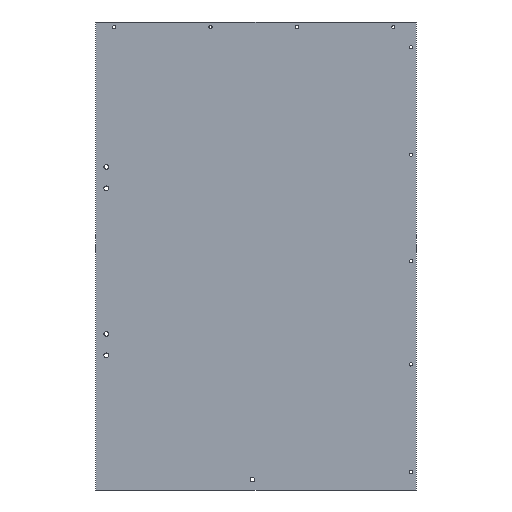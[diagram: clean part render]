
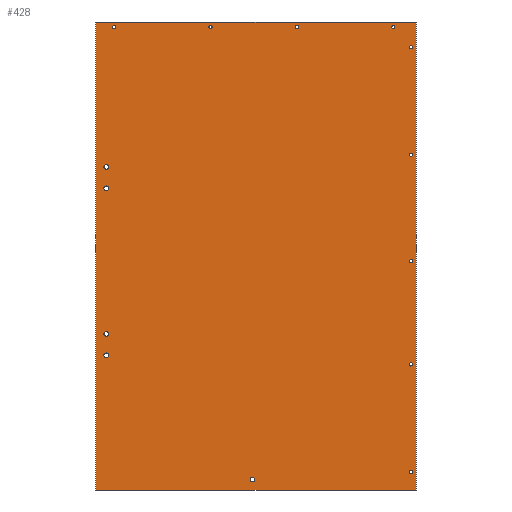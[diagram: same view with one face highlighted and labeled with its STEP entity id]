
A CAD part, front view. The second image highlights one B-rep face of the part: STEP entity #428.
In plain terms, the highlighted planar face has unit normal (0, -1, 0).
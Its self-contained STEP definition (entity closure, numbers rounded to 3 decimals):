
#29=FACE_BOUND('',#103,.T.);
#30=FACE_BOUND('',#104,.T.);
#31=FACE_BOUND('',#105,.T.);
#32=FACE_BOUND('',#106,.T.);
#33=FACE_BOUND('',#107,.T.);
#34=FACE_BOUND('',#108,.T.);
#35=FACE_BOUND('',#109,.T.);
#36=FACE_BOUND('',#110,.T.);
#37=FACE_BOUND('',#111,.T.);
#38=FACE_BOUND('',#112,.T.);
#39=FACE_BOUND('',#113,.T.);
#40=FACE_BOUND('',#114,.T.);
#41=FACE_BOUND('',#115,.T.);
#42=FACE_BOUND('',#116,.T.);
#48=PLANE('',#488);
#68=FACE_OUTER_BOUND('',#102,.T.);
#102=EDGE_LOOP('',(#377,#378,#379,#380));
#103=EDGE_LOOP('',(#381));
#104=EDGE_LOOP('',(#382));
#105=EDGE_LOOP('',(#383));
#106=EDGE_LOOP('',(#384));
#107=EDGE_LOOP('',(#385));
#108=EDGE_LOOP('',(#386));
#109=EDGE_LOOP('',(#387));
#110=EDGE_LOOP('',(#388));
#111=EDGE_LOOP('',(#389));
#112=EDGE_LOOP('',(#390));
#113=EDGE_LOOP('',(#391));
#114=EDGE_LOOP('',(#392));
#115=EDGE_LOOP('',(#393));
#116=EDGE_LOOP('',(#394));
#131=LINE('',#701,#157);
#135=LINE('',#709,#161);
#138=LINE('',#715,#164);
#141=LINE('',#720,#167);
#157=VECTOR('',#591,10.);
#161=VECTOR('',#597,10.);
#164=VECTOR('',#602,10.);
#167=VECTOR('',#607,10.);
#169=CIRCLE('',#442,2.3);
#171=CIRCLE('',#445,2.3);
#173=CIRCLE('',#448,2.3);
#175=CIRCLE('',#451,2.3);
#177=CIRCLE('',#454,2.3);
#179=CIRCLE('',#457,1.6);
#181=CIRCLE('',#460,1.6);
#183=CIRCLE('',#463,1.6);
#185=CIRCLE('',#466,1.6);
#187=CIRCLE('',#469,1.6);
#189=CIRCLE('',#472,1.6);
#191=CIRCLE('',#475,1.6);
#193=CIRCLE('',#478,1.6);
#195=CIRCLE('',#481,1.6);
#197=VERTEX_POINT('',#615);
#199=VERTEX_POINT('',#621);
#201=VERTEX_POINT('',#627);
#203=VERTEX_POINT('',#633);
#205=VERTEX_POINT('',#639);
#207=VERTEX_POINT('',#645);
#209=VERTEX_POINT('',#651);
#211=VERTEX_POINT('',#657);
#213=VERTEX_POINT('',#663);
#215=VERTEX_POINT('',#669);
#217=VERTEX_POINT('',#675);
#219=VERTEX_POINT('',#681);
#221=VERTEX_POINT('',#687);
#223=VERTEX_POINT('',#693);
#225=VERTEX_POINT('',#699);
#226=VERTEX_POINT('',#700);
#229=VERTEX_POINT('',#708);
#231=VERTEX_POINT('',#714);
#233=EDGE_CURVE('',#197,#197,#169,.T.);
#236=EDGE_CURVE('',#199,#199,#171,.T.);
#239=EDGE_CURVE('',#201,#201,#173,.T.);
#242=EDGE_CURVE('',#203,#203,#175,.T.);
#245=EDGE_CURVE('',#205,#205,#177,.T.);
#248=EDGE_CURVE('',#207,#207,#179,.T.);
#251=EDGE_CURVE('',#209,#209,#181,.T.);
#254=EDGE_CURVE('',#211,#211,#183,.T.);
#257=EDGE_CURVE('',#213,#213,#185,.T.);
#260=EDGE_CURVE('',#215,#215,#187,.T.);
#263=EDGE_CURVE('',#217,#217,#189,.T.);
#266=EDGE_CURVE('',#219,#219,#191,.T.);
#269=EDGE_CURVE('',#221,#221,#193,.T.);
#272=EDGE_CURVE('',#223,#223,#195,.T.);
#275=EDGE_CURVE('',#225,#226,#131,.T.);
#279=EDGE_CURVE('',#229,#225,#135,.T.);
#282=EDGE_CURVE('',#231,#229,#138,.T.);
#285=EDGE_CURVE('',#226,#231,#141,.T.);
#377=ORIENTED_EDGE('',*,*,#285,.F.);
#378=ORIENTED_EDGE('',*,*,#275,.F.);
#379=ORIENTED_EDGE('',*,*,#279,.F.);
#380=ORIENTED_EDGE('',*,*,#282,.F.);
#381=ORIENTED_EDGE('',*,*,#233,.T.);
#382=ORIENTED_EDGE('',*,*,#236,.T.);
#383=ORIENTED_EDGE('',*,*,#239,.T.);
#384=ORIENTED_EDGE('',*,*,#242,.T.);
#385=ORIENTED_EDGE('',*,*,#245,.T.);
#386=ORIENTED_EDGE('',*,*,#248,.T.);
#387=ORIENTED_EDGE('',*,*,#251,.T.);
#388=ORIENTED_EDGE('',*,*,#254,.T.);
#389=ORIENTED_EDGE('',*,*,#257,.T.);
#390=ORIENTED_EDGE('',*,*,#260,.T.);
#391=ORIENTED_EDGE('',*,*,#263,.T.);
#392=ORIENTED_EDGE('',*,*,#266,.T.);
#393=ORIENTED_EDGE('',*,*,#269,.T.);
#394=ORIENTED_EDGE('',*,*,#272,.T.);
#428=ADVANCED_FACE('',(#68,#29,#30,#31,#32,#33,#34,#35,#36,#37,#38,#39,
#40,#41,#42),#48,.F.);
#442=AXIS2_PLACEMENT_3D('',#616,#493,#494);
#445=AXIS2_PLACEMENT_3D('',#622,#500,#501);
#448=AXIS2_PLACEMENT_3D('',#628,#507,#508);
#451=AXIS2_PLACEMENT_3D('',#634,#514,#515);
#454=AXIS2_PLACEMENT_3D('',#640,#521,#522);
#457=AXIS2_PLACEMENT_3D('',#646,#528,#529);
#460=AXIS2_PLACEMENT_3D('',#652,#535,#536);
#463=AXIS2_PLACEMENT_3D('',#658,#542,#543);
#466=AXIS2_PLACEMENT_3D('',#664,#549,#550);
#469=AXIS2_PLACEMENT_3D('',#670,#556,#557);
#472=AXIS2_PLACEMENT_3D('',#676,#563,#564);
#475=AXIS2_PLACEMENT_3D('',#682,#570,#571);
#478=AXIS2_PLACEMENT_3D('',#688,#577,#578);
#481=AXIS2_PLACEMENT_3D('',#694,#584,#585);
#488=AXIS2_PLACEMENT_3D('',#723,#611,#612);
#493=DIRECTION('center_axis',(0.,1.,0.));
#494=DIRECTION('ref_axis',(1.,0.,0.));
#500=DIRECTION('center_axis',(0.,1.,0.));
#501=DIRECTION('ref_axis',(1.,0.,0.));
#507=DIRECTION('center_axis',(0.,1.,0.));
#508=DIRECTION('ref_axis',(1.,0.,0.));
#514=DIRECTION('center_axis',(0.,1.,0.));
#515=DIRECTION('ref_axis',(1.,0.,0.));
#521=DIRECTION('center_axis',(0.,1.,0.));
#522=DIRECTION('ref_axis',(1.,0.,0.));
#528=DIRECTION('center_axis',(0.,1.,0.));
#529=DIRECTION('ref_axis',(-1.,0.,0.));
#535=DIRECTION('center_axis',(0.,1.,0.));
#536=DIRECTION('ref_axis',(-1.,0.,0.));
#542=DIRECTION('center_axis',(0.,1.,0.));
#543=DIRECTION('ref_axis',(-1.,0.,0.));
#549=DIRECTION('center_axis',(0.,1.,0.));
#550=DIRECTION('ref_axis',(-1.,0.,0.));
#556=DIRECTION('center_axis',(0.,1.,0.));
#557=DIRECTION('ref_axis',(-1.,0.,0.));
#563=DIRECTION('center_axis',(0.,1.,0.));
#564=DIRECTION('ref_axis',(-1.,0.,0.));
#570=DIRECTION('center_axis',(0.,1.,0.));
#571=DIRECTION('ref_axis',(-1.,0.,0.));
#577=DIRECTION('center_axis',(0.,1.,0.));
#578=DIRECTION('ref_axis',(-1.,0.,0.));
#584=DIRECTION('center_axis',(0.,1.,0.));
#585=DIRECTION('ref_axis',(-1.,0.,0.));
#591=DIRECTION('',(1.,0.,0.));
#597=DIRECTION('',(0.,0.,1.));
#602=DIRECTION('',(-1.,0.,0.));
#607=DIRECTION('',(0.,0.,-1.));
#611=DIRECTION('center_axis',(0.,1.,0.));
#612=DIRECTION('ref_axis',(-1.,0.,0.));
#615=CARTESIAN_POINT('',(-375.35,311.75,132.967));
#616=CARTESIAN_POINT('Origin',(-373.05,311.75,132.967));
#621=CARTESIAN_POINT('',(-375.35,311.75,297.833));
#622=CARTESIAN_POINT('Origin',(-373.05,311.75,297.833));
#627=CARTESIAN_POINT('',(-375.35,311.75,154.167));
#628=CARTESIAN_POINT('Origin',(-373.05,311.75,154.167));
#633=CARTESIAN_POINT('',(-375.35,311.75,319.033));
#634=CARTESIAN_POINT('Origin',(-373.05,311.75,319.033));
#639=CARTESIAN_POINT('',(-231.05,311.75,10.2));
#640=CARTESIAN_POINT('Origin',(-228.75,311.75,10.2));
#645=CARTESIAN_POINT('',(-70.498,311.75,225.902));
#646=CARTESIAN_POINT('Origin',(-72.098,311.75,225.902));
#651=CARTESIAN_POINT('',(-70.65,311.75,124.));
#652=CARTESIAN_POINT('Origin',(-72.25,311.75,124.));
#657=CARTESIAN_POINT('',(-70.65,311.75,18.));
#658=CARTESIAN_POINT('Origin',(-72.25,311.75,18.));
#663=CARTESIAN_POINT('',(-88.15,311.75,457.));
#664=CARTESIAN_POINT('Origin',(-89.75,311.75,457.));
#669=CARTESIAN_POINT('',(-183.15,311.75,457.));
#670=CARTESIAN_POINT('Origin',(-184.75,311.75,457.));
#675=CARTESIAN_POINT('',(-70.65,311.75,437.));
#676=CARTESIAN_POINT('Origin',(-72.25,311.75,437.));
#681=CARTESIAN_POINT('',(-268.65,311.75,457.));
#682=CARTESIAN_POINT('Origin',(-270.25,311.75,457.));
#687=CARTESIAN_POINT('',(-70.65,311.75,331.));
#688=CARTESIAN_POINT('Origin',(-72.25,311.75,331.));
#693=CARTESIAN_POINT('',(-363.65,311.75,457.));
#694=CARTESIAN_POINT('Origin',(-365.25,311.75,457.));
#699=CARTESIAN_POINT('',(-383.25,311.75,462.));
#700=CARTESIAN_POINT('',(-67.25,311.75,462.));
#701=CARTESIAN_POINT('',(-383.25,311.75,462.));
#708=CARTESIAN_POINT('',(-383.25,311.75,0.));
#709=CARTESIAN_POINT('',(-383.25,311.75,0.));
#714=CARTESIAN_POINT('',(-67.25,311.75,0.));
#715=CARTESIAN_POINT('',(-67.25,311.75,0.));
#720=CARTESIAN_POINT('',(-67.25,311.75,462.));
#723=CARTESIAN_POINT('Origin',(-225.25,311.75,231.));
